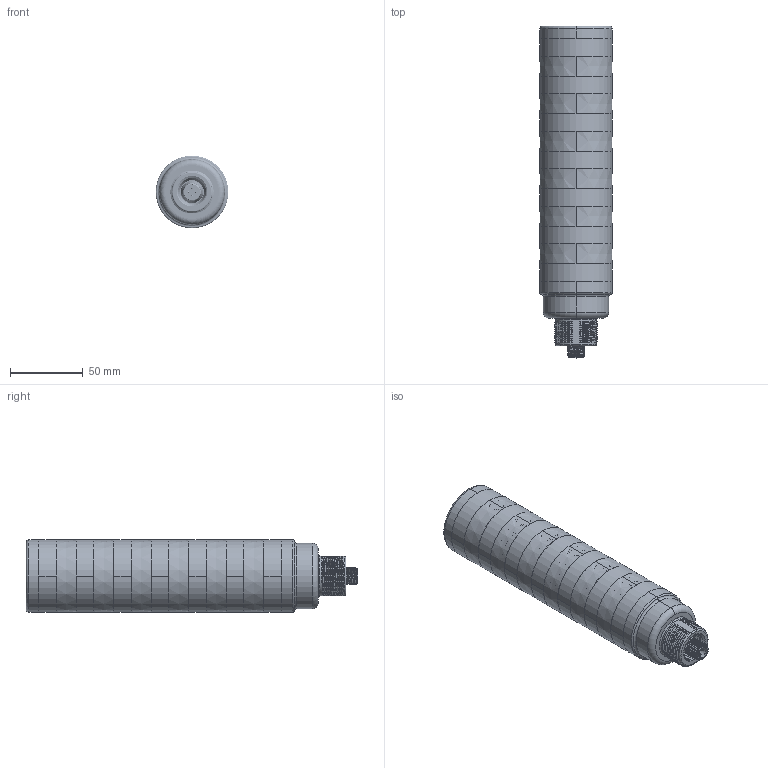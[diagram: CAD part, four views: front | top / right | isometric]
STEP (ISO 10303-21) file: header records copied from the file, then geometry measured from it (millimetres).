
FILE_DESCRIPTION((''),'2;1');
FILE_NAME('179539_ASM','2014-06-26T',('pdmadmin'),(''),'PRO/ENGINEER BY PARAMETRIC TECHNOLOGY CORPORATION, 2013230','PRO/ENGINEER BY PARAMETRIC TECHNOLOGY CORPORATION, 2013230','');
FILE_SCHEMA(('CONFIG_CONTROL_DESIGN'));
Products named in the file (7): 159072; 141960; 08427_NO_ORING; 158231_WEB; 158948; 158946; 179539_ASM
Assembly tree (17 placements, depth 2):
  179539_ASM
    159072
    141960
    08427_NO_ORING
    158231_WEB  x7
    158948  x6
    158946
Bounding box: 50 x 228.35 x 50 mm (x, y, z)
Volume: 129955.2 mm3; surface area: 151190.8 mm2
Topology: 17 solids, 17 shells, 2428 faces, 6376 edges, 4159 vertices
Faces by surface type: plane 1269, cylinder 649, cone 270, bspline 182, torus 58
Entity records: 58525 total; most frequent: CARTESIAN_POINT 39261, ORIENTED_EDGE 4200, DIRECTION 3651, EDGE_CURVE 2100, VERTEX_POINT 1355, AXIS2_PLACEMENT_3D 1339, VECTOR 973, LINE 973
